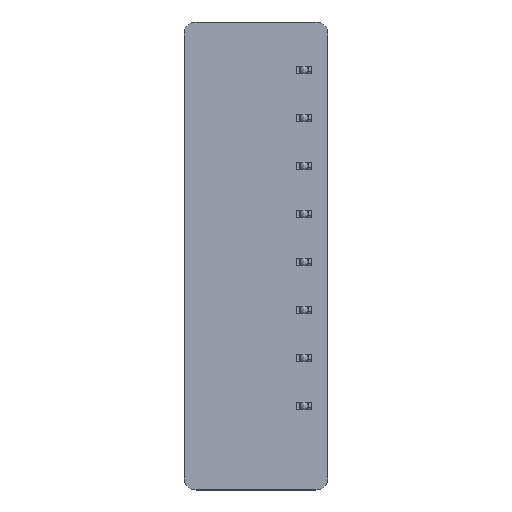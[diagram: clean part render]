
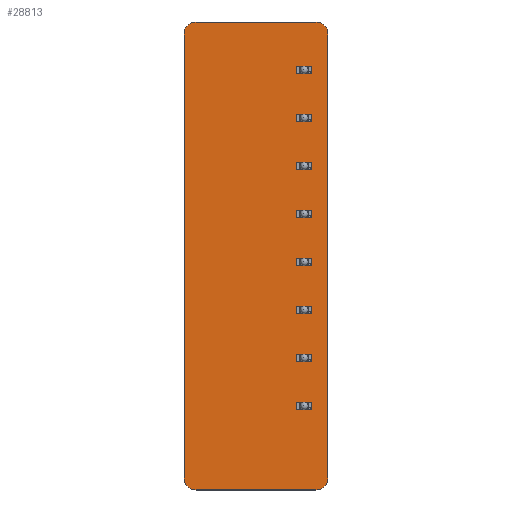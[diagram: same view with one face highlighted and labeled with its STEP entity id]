
A CAD part, top view. The second image highlights one B-rep face of the part: STEP entity #28813.
In plain terms, the highlighted planar face has unit normal (0, 0, 1).
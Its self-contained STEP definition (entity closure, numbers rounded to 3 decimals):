
#28548 = VERTEX_POINT('',#28549);
#28549 = CARTESIAN_POINT('',(104.14,-50.8,1.6));
#28555 = EDGE_CURVE('',#28548,#28556,#28558,.T.);
#28556 = VERTEX_POINT('',#28557);
#28557 = CARTESIAN_POINT('',(106.68,-53.34,1.6));
#28558 = CIRCLE('',#28559,2.54);
#28559 = AXIS2_PLACEMENT_3D('',#28560,#28561,#28562);
#28560 = CARTESIAN_POINT('',(104.14,-53.34,1.6));
#28561 = DIRECTION('',(0.,0.,-1.));
#28562 = DIRECTION('',(0.,1.,0.));
#28588 = EDGE_CURVE('',#28556,#28589,#28591,.T.);
#28589 = VERTEX_POINT('',#28590);
#28590 = CARTESIAN_POINT('',(106.68,-147.32,1.6));
#28591 = LINE('',#28592,#28593);
#28592 = CARTESIAN_POINT('',(106.68,-53.34,1.6));
#28593 = VECTOR('',#28594,1.);
#28594 = DIRECTION('',(0.,-1.,0.));
#28619 = EDGE_CURVE('',#28589,#28620,#28622,.T.);
#28620 = VERTEX_POINT('',#28621);
#28621 = CARTESIAN_POINT('',(104.14,-149.86,1.6));
#28622 = CIRCLE('',#28623,2.54);
#28623 = AXIS2_PLACEMENT_3D('',#28624,#28625,#28626);
#28624 = CARTESIAN_POINT('',(104.14,-147.32,1.6));
#28625 = DIRECTION('',(0.,0.,-1.));
#28626 = DIRECTION('',(1.,0.,0.));
#28652 = EDGE_CURVE('',#28620,#28653,#28655,.T.);
#28653 = VERTEX_POINT('',#28654);
#28654 = CARTESIAN_POINT('',(78.74,-149.86,1.6));
#28655 = LINE('',#28656,#28657);
#28656 = CARTESIAN_POINT('',(104.14,-149.86,1.6));
#28657 = VECTOR('',#28658,1.);
#28658 = DIRECTION('',(-1.,0.,0.));
#28683 = EDGE_CURVE('',#28653,#28684,#28686,.T.);
#28684 = VERTEX_POINT('',#28685);
#28685 = CARTESIAN_POINT('',(76.2,-147.32,1.6));
#28686 = CIRCLE('',#28687,2.54);
#28687 = AXIS2_PLACEMENT_3D('',#28688,#28689,#28690);
#28688 = CARTESIAN_POINT('',(78.74,-147.32,1.6));
#28689 = DIRECTION('',(0.,0.,-1.));
#28690 = DIRECTION('',(0.,-1.,-0.));
#28716 = EDGE_CURVE('',#28684,#28717,#28719,.T.);
#28717 = VERTEX_POINT('',#28718);
#28718 = CARTESIAN_POINT('',(76.2,-53.34,1.6));
#28719 = LINE('',#28720,#28721);
#28720 = CARTESIAN_POINT('',(76.2,-147.32,1.6));
#28721 = VECTOR('',#28722,1.);
#28722 = DIRECTION('',(0.,1.,0.));
#28747 = EDGE_CURVE('',#28717,#28748,#28750,.T.);
#28748 = VERTEX_POINT('',#28749);
#28749 = CARTESIAN_POINT('',(78.74,-50.8,1.6));
#28750 = CIRCLE('',#28751,2.54);
#28751 = AXIS2_PLACEMENT_3D('',#28752,#28753,#28754);
#28752 = CARTESIAN_POINT('',(78.74,-53.34,1.6));
#28753 = DIRECTION('',(0.,0.,-1.));
#28754 = DIRECTION('',(-1.,0.,0.));
#28780 = EDGE_CURVE('',#28748,#28548,#28781,.T.);
#28781 = LINE('',#28782,#28783);
#28782 = CARTESIAN_POINT('',(78.74,-50.8,1.6));
#28783 = VECTOR('',#28784,1.);
#28784 = DIRECTION('',(1.,0.,0.));
#28813 = ADVANCED_FACE('',(#28814),#28824,.T.);
#28814 = FACE_BOUND('',#28815,.F.);
#28815 = EDGE_LOOP('',(#28816,#28817,#28818,#28819,#28820,#28821,#28822,
    #28823));
#28816 = ORIENTED_EDGE('',*,*,#28555,.T.);
#28817 = ORIENTED_EDGE('',*,*,#28588,.T.);
#28818 = ORIENTED_EDGE('',*,*,#28619,.T.);
#28819 = ORIENTED_EDGE('',*,*,#28652,.T.);
#28820 = ORIENTED_EDGE('',*,*,#28683,.T.);
#28821 = ORIENTED_EDGE('',*,*,#28716,.T.);
#28822 = ORIENTED_EDGE('',*,*,#28747,.T.);
#28823 = ORIENTED_EDGE('',*,*,#28780,.T.);
#28824 = PLANE('',#28825);
#28825 = AXIS2_PLACEMENT_3D('',#28826,#28827,#28828);
#28826 = CARTESIAN_POINT('',(0.,0.,1.6));
#28827 = DIRECTION('',(0.,0.,1.));
#28828 = DIRECTION('',(1.,0.,-0.));
